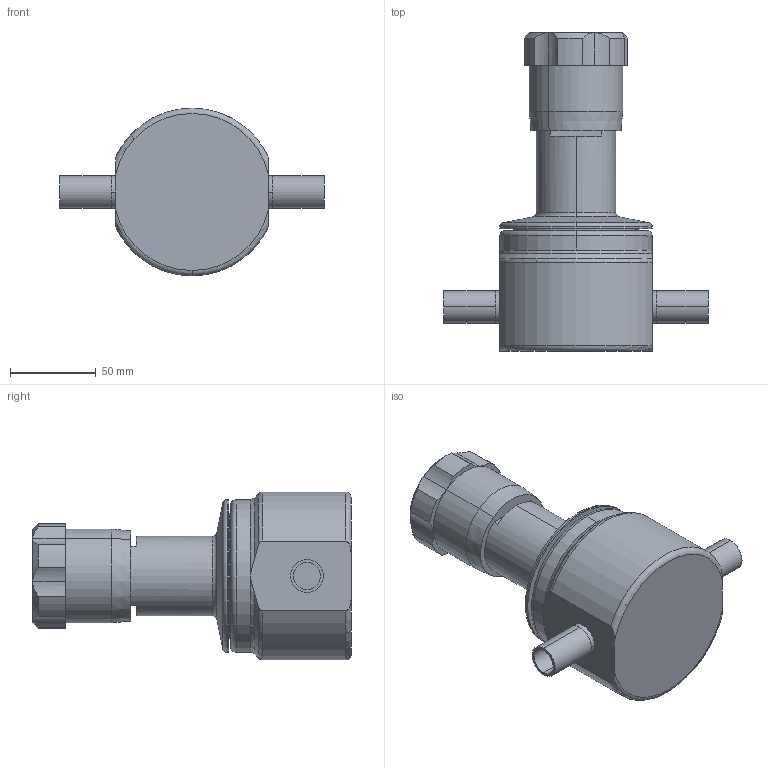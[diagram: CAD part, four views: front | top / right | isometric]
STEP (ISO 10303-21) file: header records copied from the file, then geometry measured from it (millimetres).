
FILE_DESCRIPTION (( 'STEP AP203' ), '1' );
FILE_NAME ('JSRH-075-TA.STEP', '2017-06-22T14:36:14', ( '' ), ( '' ), 'SwSTEP 2.0', 'SolidWorks 2014', '' );
FILE_SCHEMA (( 'CONFIG_CONTROL_DESIGN' ));
Length unit declared in the file: inch
Products named in the file (2): JSRH-075-TA
Bounding box: 153.92 x 185.57 x 97.79 mm (x, y, z)
Volume: 762101.7 mm3; surface area: 65368.8 mm2
Topology: 1 solids, 1 shells, 94 faces, 208 edges, 123 vertices
Faces by surface type: cylinder 43, plane 21, torus 17, cone 13
Entity records: 3015 total; most frequent: CARTESIAN_POINT 745, DIRECTION 492, ORIENTED_EDGE 416, AXIS2_PLACEMENT_3D 216, EDGE_CURVE 208, VERTEX_POINT 123, CIRCLE 120, EDGE_LOOP 101
